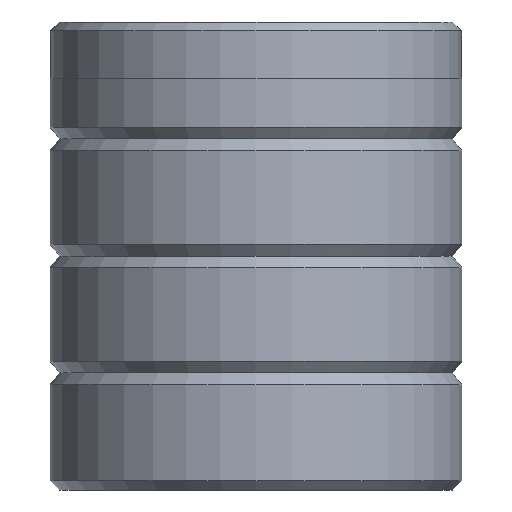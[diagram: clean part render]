
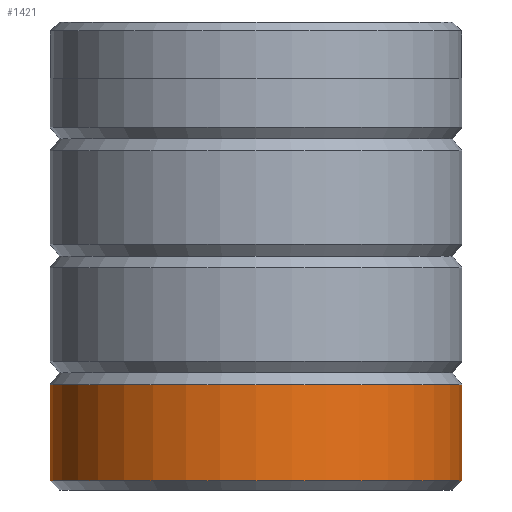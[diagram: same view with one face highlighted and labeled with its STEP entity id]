
A CAD part, front view. The second image highlights one B-rep face of the part: STEP entity #1421.
In plain terms, the highlighted cylindrical face has radius 11 mm (diameter 22 mm), a partial arc.
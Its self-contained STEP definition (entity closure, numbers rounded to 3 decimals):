
#76 = VERTEX_POINT ( 'NONE', #1092 ) ;
#82 = CARTESIAN_POINT ( 'NONE',  ( -11., 0., 25. ) ) ;
#139 = VECTOR ( 'NONE', #769, 1000. ) ;
#195 = CARTESIAN_POINT ( 'NONE',  ( 11., 0., 5.625 ) ) ;
#205 = CIRCLE ( 'NONE', #745, 11. ) ;
#222 = CARTESIAN_POINT ( 'NONE',  ( -11., 0., 5.625 ) ) ;
#230 = AXIS2_PLACEMENT_3D ( 'NONE', #953, #1736, #1091 ) ;
#244 = CIRCLE ( 'NONE', #651, 11. ) ;
#322 = DIRECTION ( 'NONE',  ( 0., 0., -1. ) ) ;
#424 = CYLINDRICAL_SURFACE ( 'NONE', #230, 11. ) ;
#642 = ORIENTED_EDGE ( 'NONE', *, *, #965, .T. ) ;
#651 = AXIS2_PLACEMENT_3D ( 'NONE', #1127, #322, #1263 ) ;
#657 = EDGE_LOOP ( 'NONE', ( #733, #1149, #642, #1328 ) ) ;
#720 = DIRECTION ( 'NONE',  ( 0., 0., 1. ) ) ;
#733 = ORIENTED_EDGE ( 'NONE', *, *, #943, .F. ) ;
#745 = AXIS2_PLACEMENT_3D ( 'NONE', #1526, #720, #1653 ) ;
#769 = DIRECTION ( 'NONE',  ( 0., 0., -1. ) ) ;
#833 = FACE_OUTER_BOUND ( 'NONE', #657, .T. ) ;
#877 = VECTOR ( 'NONE', #1316, 1000. ) ;
#943 = EDGE_CURVE ( 'NONE', #1534, #76, #1320, .T. ) ;
#953 = CARTESIAN_POINT ( 'NONE',  ( 0., 0., 25. ) ) ;
#965 = EDGE_CURVE ( 'NONE', #1689, #1138, #1543, .T. ) ;
#1091 = DIRECTION ( 'NONE',  ( -1., 0., 0. ) ) ;
#1092 = CARTESIAN_POINT ( 'NONE',  ( 11., 0., 0.5 ) ) ;
#1127 = CARTESIAN_POINT ( 'NONE',  ( 0., 0., 5.625 ) ) ;
#1138 = VERTEX_POINT ( 'NONE', #1609 ) ;
#1149 = ORIENTED_EDGE ( 'NONE', *, *, #1203, .T. ) ;
#1203 = EDGE_CURVE ( 'NONE', #1534, #1689, #244, .T. ) ;
#1229 = EDGE_CURVE ( 'NONE', #1138, #76, #205, .T. ) ;
#1263 = DIRECTION ( 'NONE',  ( -1., 0., 0. ) ) ;
#1316 = DIRECTION ( 'NONE',  ( 0., 0., -1. ) ) ;
#1320 = LINE ( 'NONE', #1431, #139 ) ;
#1328 = ORIENTED_EDGE ( 'NONE', *, *, #1229, .T. ) ;
#1421 = ADVANCED_FACE ( 'NONE', ( #833 ), #424, .T. ) ;
#1431 = CARTESIAN_POINT ( 'NONE',  ( 11., 0., 25. ) ) ;
#1526 = CARTESIAN_POINT ( 'NONE',  ( 0., 0., 0.5 ) ) ;
#1534 = VERTEX_POINT ( 'NONE', #195 ) ;
#1543 = LINE ( 'NONE', #82, #877 ) ;
#1609 = CARTESIAN_POINT ( 'NONE',  ( -11., 0., 0.5 ) ) ;
#1653 = DIRECTION ( 'NONE',  ( 1., 0., 0. ) ) ;
#1689 = VERTEX_POINT ( 'NONE', #222 ) ;
#1736 = DIRECTION ( 'NONE',  ( 0., 0., -1. ) ) ;
